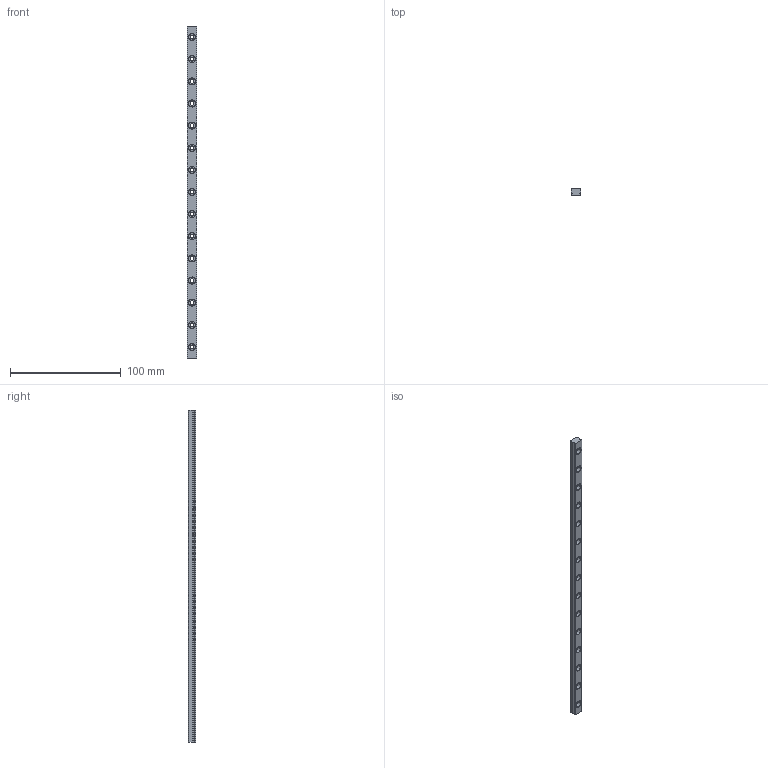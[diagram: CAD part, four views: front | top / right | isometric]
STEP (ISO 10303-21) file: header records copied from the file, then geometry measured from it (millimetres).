
FILE_DESCRIPTION(/* description */ (''),/* implementation_level */ '2;1');
FILE_NAME(/* name */ 'MGN9 Rail - 300mm_v2.step',/* time_stamp */ '2023-05-23T22:39:38-06:00',/* author */ (''),/* organization */ (''),/* preprocessor_version */ 'ST-DEVELOPER v19.2',/* originating_system */ 'Autodesk Translation Framework v12.4.0.73',/* authorisation */ '');
FILE_SCHEMA (('AUTOMOTIVE_DESIGN { 1 0 10303 214 3 1 1 }'));
Length unit declared in the file: millimetre
Products named in the file (1): MGN9 Rail - 300mm
Bounding box: 9 x 6.5 x 300 mm (x, y, z)
Volume: 14638 mm3; surface area: 11562.2 mm2
Topology: 1 solids, 1 shells, 97 faces, 225 edges, 145 vertices
Faces by surface type: cylinder 34, plane 33, cone 30
Full cylindrical faces by diameter (mm): 3.5 x15, 6 x15
Entity records: 2892 total; most frequent: DIRECTION 534, CARTESIAN_POINT 468, ORIENTED_EDGE 450, EDGE_CURVE 225, AXIS2_PLACEMENT_3D 211, VERTEX_POINT 145, EDGE_LOOP 142, CIRCLE 113
